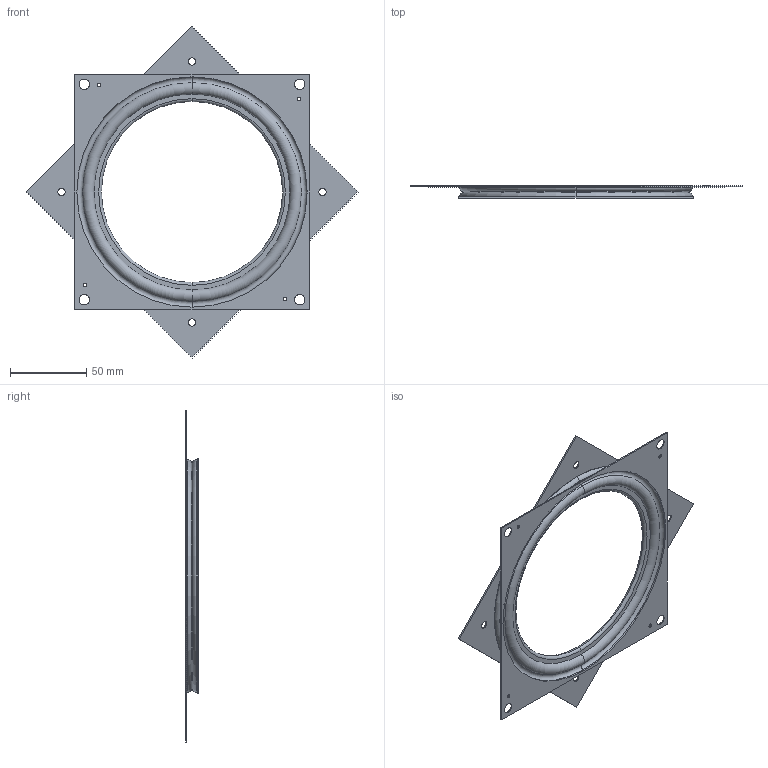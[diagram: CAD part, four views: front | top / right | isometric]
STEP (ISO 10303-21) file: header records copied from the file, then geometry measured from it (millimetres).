
FILE_DESCRIPTION (( 'STEP AP203' ), '1' );
FILE_NAME ('6031K18.step', '2011-06-01T16:27:26', ( 't2jrg' ), ( 'Microsoft' ), 'SwSTEP 2.0', 'SolidWorks 2009', '' );
FILE_SCHEMA (( 'CONFIG_CONTROL_DESIGN' ));
Length unit declared in the file: inch
Products named in the file (1): 6031K18
Bounding box: 217.79 x 8.13 x 217.79 mm (x, y, z)
Volume: 22865.2 mm3; surface area: 62107.9 mm2
Topology: 8 solids, 8 shells, 90 faces, 226 edges, 146 vertices
Faces by surface type: cylinder 36, torus 24, plane 18, sphere 12
Entity records: 2653 total; most frequent: DIRECTION 514, CARTESIAN_POINT 415, ORIENTED_EDGE 392, AXIS2_PLACEMENT_3D 227, EDGE_CURVE 196, CIRCLE 136, VERTEX_POINT 128, EDGE_LOOP 124
